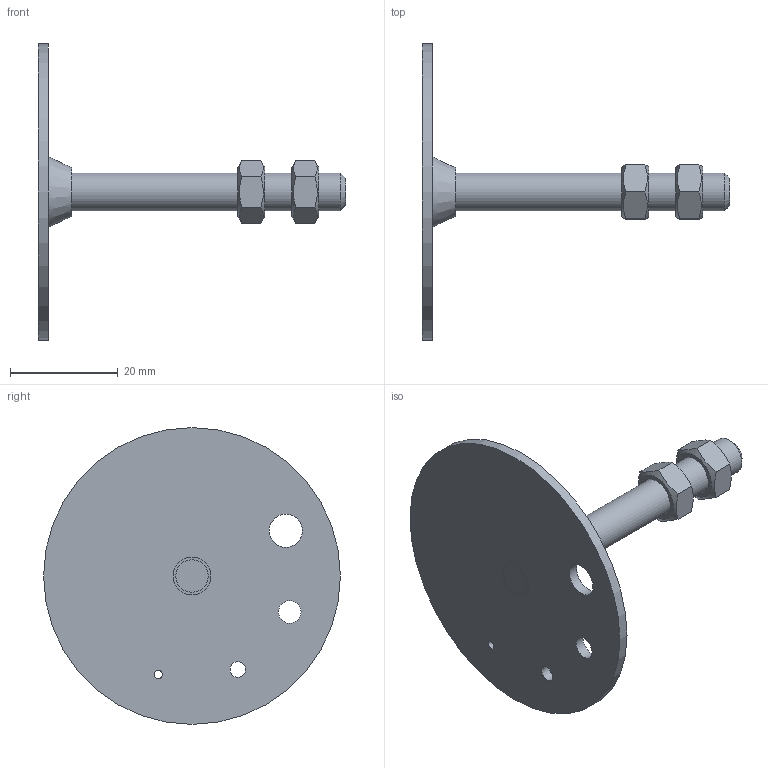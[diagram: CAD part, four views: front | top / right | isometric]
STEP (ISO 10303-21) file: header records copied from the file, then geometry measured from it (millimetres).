
FILE_DESCRIPTION (( 'STEP AP203' ), '1' );
FILE_NAME ('KNK-SN-9011 丸忮腓痼栝 觐祜脲牝 ONFLOOR.STEP', '2016-02-19T14:09:17', ( '' ), ( '' ), 'SwSTEP 2.0', 'SolidWorks 2014', '' );
FILE_SCHEMA (( 'CONFIG_CONTROL_DESIGN' ));
Length unit declared in the file: millimetre
Products named in the file (1): KNK-SN-9011 丸忮腓痼栝 觐祜脲牝 ONFLOOR
Bounding box: 57 x 55 x 55 mm (x, y, z)
Volume: 7400.5 mm3; surface area: 7223 mm2
Topology: 4 solids, 4 shells, 40 faces, 88 edges, 57 vertices
Faces by surface type: plane 21, cone 10, cylinder 9
Full cylindrical faces by diameter (mm): 1.546 x1, 2.899 x1, 4.203 x1, 4.92 x2, 6 x1, 6.15 x1, 7 x1, 55 x1
Entity records: 1237 total; most frequent: CARTESIAN_POINT 375, DIRECTION 152, ORIENTED_EDGE 130, EDGE_LOOP 74, AXIS2_PLACEMENT_3D 70, EDGE_CURVE 65, VERTEX_POINT 53, FACE_OUTER_BOUND 49
